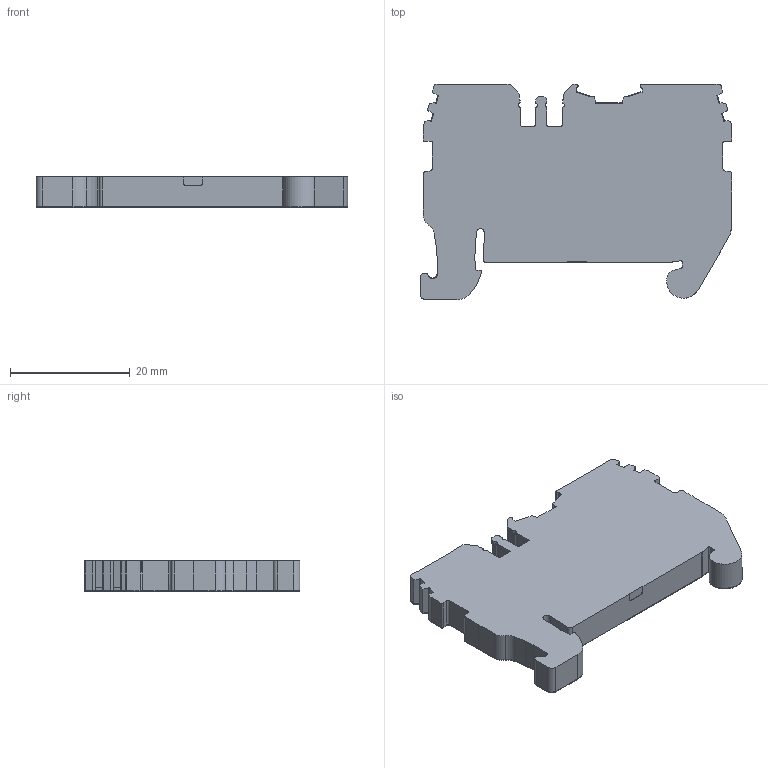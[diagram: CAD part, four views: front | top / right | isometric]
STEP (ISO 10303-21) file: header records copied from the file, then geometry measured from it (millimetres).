
FILE_DESCRIPTION (( 'STEP AP214' ), '1' );
FILE_NAME ('310109_PTP 2.5_Grey.STP', '2017-10-05T12:53:25', ( '' ), ( '' ), 'SwSTEP 2.0', 'SolidWorks 2017', '' );
FILE_SCHEMA (( 'AUTOMOTIVE_DESIGN' ));
Length unit declared in the file: millimetre
Products named in the file (1): 310109_PTP 2.5_Grey
Bounding box: 52.18 x 36.07 x 5.15 mm (x, y, z)
Volume: 7638 mm3; surface area: 4207.7 mm2
Topology: 1 solids, 1 shells, 448 faces, 1336 edges, 891 vertices
Faces by surface type: plane 266, cylinder 182
Entity records: 16369 total; most frequent: CARTESIAN_POINT 5496, ORIENTED_EDGE 2672, DIRECTION 1655, EDGE_CURVE 1336, VERTEX_POINT 891, LINE 655, VECTOR 655, B_SPLINE_CURVE_WITH_KNOTS 626
